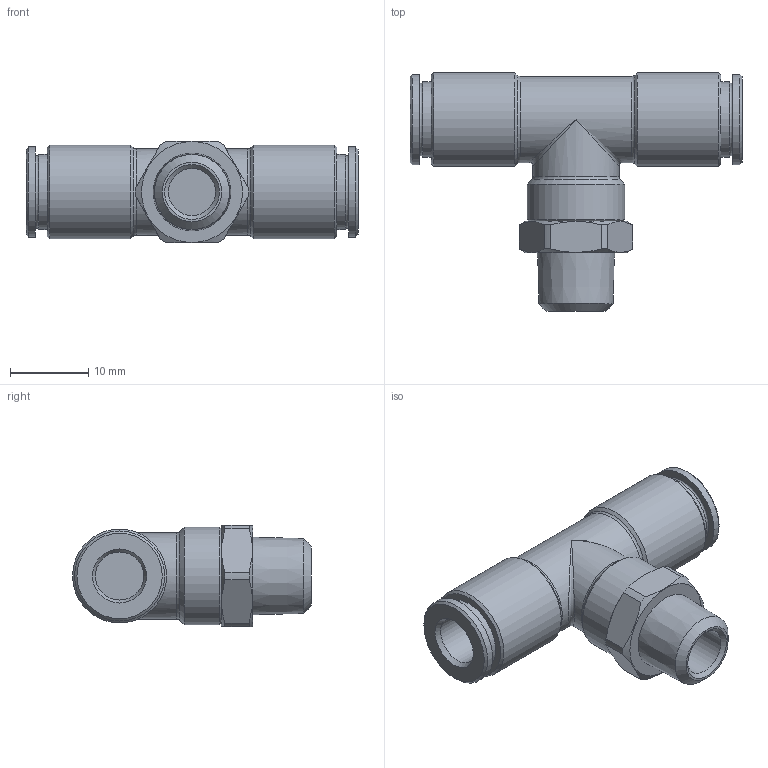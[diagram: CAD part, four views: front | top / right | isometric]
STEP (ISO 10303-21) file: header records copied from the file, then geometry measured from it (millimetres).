
FILE_DESCRIPTION( ( 'STEP AP214' ), '1' );
FILE_NAME( 'psolqas_17508_40.stp', '2020-12-01T17:17:36', ( 'License CC BY-ND 4.0' ), ( 'CADENAS' ), ' ', 'PARTsolutions', ' ' );
FILE_SCHEMA( ( 'AUTOMOTIVE_DESIGN { 1 0 10303 214 1 1 1 1 }' ) );
Length unit declared in the file: metre
Products named in the file (1): NONE
Bounding box: 42.41 x 30.5 x 13 mm (x, y, z)
Volume: 4966.7 mm3; surface area: 3607.6 mm2
Topology: 1 solids, 3 shells, 64 faces, 135 edges, 82 vertices
Faces by surface type: cylinder 22, plane 20, cone 15, torus 5, bspline 2
Full cylindrical faces by diameter (mm): 6 x1, 6.15 x2, 9.6 x2, 11 x2, 11.5 x2, 12 x2, 12.5 x1
Entity records: 2317 total; most frequent: CARTESIAN_POINT 617, DIRECTION 250, ORIENTED_EDGE 184, AXIS2_PLACEMENT_3D 118, EDGE_LOOP 106, EDGE_CURVE 92, FACE_OUTER_BOUND 81, VERTEX_POINT 76
